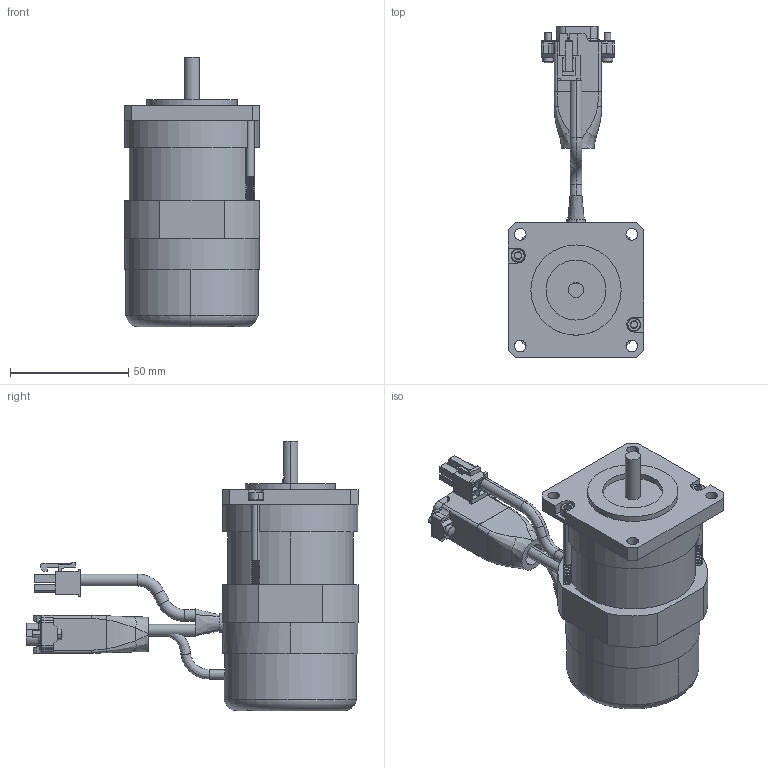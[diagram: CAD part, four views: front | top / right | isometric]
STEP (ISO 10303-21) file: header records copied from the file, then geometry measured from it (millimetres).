
FILE_DESCRIPTION (( 'STEP AP214' ), '1' );
FILE_NAME ('EP23-1A-MX5000-CN-001.STEP', '2023-01-06T00:11:59', ( '' ), ( '' ), 'SwSTEP 2.0', 'SolidWorks 2019', '' );
FILE_SCHEMA (( 'AUTOMOTIVE_DESIGN' ));
Length unit declared in the file: inch
Products named in the file (8): EP23-1A; CYM3546; SHCS 6-32 X 1.75_92196A148; 748364-1; 39-01-2040; EP23-1A-MX5000-CN-001; QM35-EP23-1A; 5748677-1
Assembly tree (8 placements, depth 2):
  EP23-1A-MX5000-CN-001
    EP23-1A
    SHCS 6-32 X 1.75_92196A148  x2
    QM35-EP23-1A
    CYM3546
    5748677-1
    748364-1
    39-01-2040
Bounding box: 57.15 x 140.16 x 113.85 mm (x, y, z)
Volume: 217734.2 mm3; surface area: 51540.1 mm2
Topology: 8 solids, 8 shells, 1084 faces, 2860 edges, 1850 vertices
Faces by surface type: plane 516, cylinder 470, bspline 54, cone 30, torus 14
Entity records: 36127 total; most frequent: CARTESIAN_POINT 12685, ORIENTED_EDGE 5000, DIRECTION 4613, EDGE_CURVE 2500, VERTEX_POINT 1622, LINE 1549, VECTOR 1549, AXIS2_PLACEMENT_3D 1532
